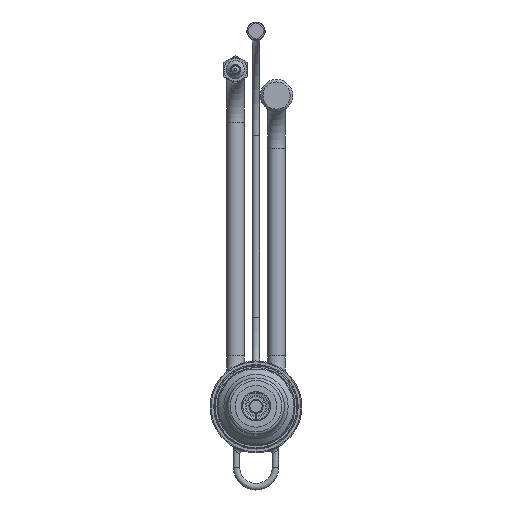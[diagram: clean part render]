
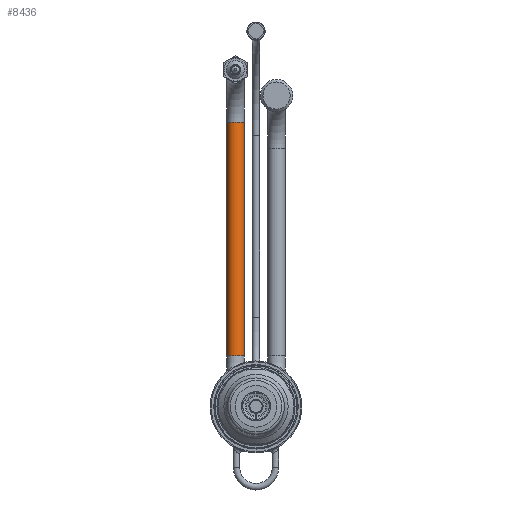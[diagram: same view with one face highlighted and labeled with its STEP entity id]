
A CAD part, top view. The second image highlights one B-rep face of the part: STEP entity #8436.
In plain terms, the highlighted cylindrical face has radius 8.725 mm (diameter 17.45 mm), a full revolution.
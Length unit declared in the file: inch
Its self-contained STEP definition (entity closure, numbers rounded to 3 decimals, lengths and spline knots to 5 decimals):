
#2560=CYLINDRICAL_SURFACE('',#34396,0.3435);
#8436=ADVANCED_FACE('',(#11721,#11722),#2560,.T.);
#11721=FACE_BOUND('',#12912,.T.);
#11722=FACE_BOUND('',#12913,.T.);
#12912=EDGE_LOOP('',(#16003));
#12913=EDGE_LOOP('',(#16004));
#16003=ORIENTED_EDGE('',*,*,#28406,.T.);
#16004=ORIENTED_EDGE('',*,*,#28405,.F.);
#25320=VERTEX_POINT('',#49063);
#25321=VERTEX_POINT('',#49066);
#28405=EDGE_CURVE('',#25320,#25320,#32853,.T.);
#28406=EDGE_CURVE('',#25321,#25321,#32854,.T.);
#32853=CIRCLE('',#34393,0.3435);
#32854=CIRCLE('',#34395,0.3435);
#34393=AXIS2_PLACEMENT_3D('',#49062,#38459,#38460);
#34395=AXIS2_PLACEMENT_3D('',#49065,#38463,#38464);
#34396=AXIS2_PLACEMENT_3D('',#49067,#38465,#38466);
#38459=DIRECTION('',(0.,-1.,0.));
#38460=DIRECTION('',(0.,0.,1.));
#38463=DIRECTION('',(0.,-1.,0.));
#38464=DIRECTION('',(0.,0.,1.));
#38465=DIRECTION('',(0.,-1.,0.));
#38466=DIRECTION('',(0.,0.,1.));
#49062=CARTESIAN_POINT('',(-0.792,2.,-16.735));
#49063=CARTESIAN_POINT('',(-0.792,2.,-16.3915));
#49065=CARTESIAN_POINT('',(-0.792,11.,-16.735));
#49066=CARTESIAN_POINT('',(-0.792,11.,-16.3915));
#49067=CARTESIAN_POINT('',(-0.792,11.,-16.735));
